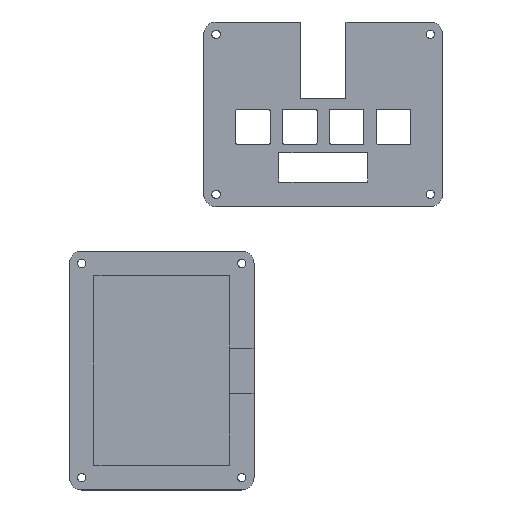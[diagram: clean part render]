
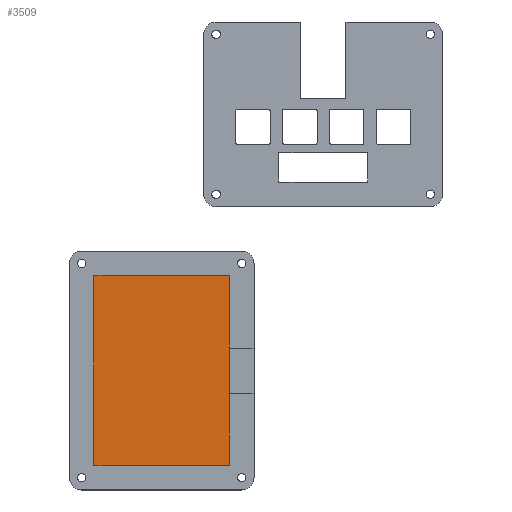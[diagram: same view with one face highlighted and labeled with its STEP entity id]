
A CAD part, top view. The second image highlights one B-rep face of the part: STEP entity #3509.
In plain terms, the highlighted planar face has unit normal (0, 0, 1).
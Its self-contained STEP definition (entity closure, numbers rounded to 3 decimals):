
#208=PLANE('',#3662);
#363=FACE_OUTER_BOUND('',#563,.T.);
#563=EDGE_LOOP('',(#2931,#2932,#2933,#2934));
#829=LINE('',#6469,#1125);
#830=LINE('',#6471,#1126);
#831=LINE('',#6473,#1127);
#832=LINE('',#6474,#1128);
#1125=VECTOR('',#4080,10.);
#1126=VECTOR('',#4081,10.);
#1127=VECTOR('',#4082,10.);
#1128=VECTOR('',#4083,10.);
#1635=VERTEX_POINT('',#6467);
#1636=VERTEX_POINT('',#6468);
#1637=VERTEX_POINT('',#6470);
#1638=VERTEX_POINT('',#6472);
#2093=EDGE_CURVE('',#1635,#1636,#829,.T.);
#2094=EDGE_CURVE('',#1637,#1635,#830,.T.);
#2095=EDGE_CURVE('',#1638,#1637,#831,.T.);
#2096=EDGE_CURVE('',#1636,#1638,#832,.T.);
#2931=ORIENTED_EDGE('',*,*,#2093,.F.);
#2932=ORIENTED_EDGE('',*,*,#2094,.F.);
#2933=ORIENTED_EDGE('',*,*,#2095,.F.);
#2934=ORIENTED_EDGE('',*,*,#2096,.F.);
#3509=ADVANCED_FACE('',(#363),#208,.T.);
#3662=AXIS2_PLACEMENT_3D('',#6466,#4078,#4079);
#4078=DIRECTION('center_axis',(0.,0.,1.));
#4079=DIRECTION('ref_axis',(1.,0.,0.));
#4080=DIRECTION('',(0.,-1.,0.));
#4081=DIRECTION('',(1.,0.,0.));
#4082=DIRECTION('',(0.,1.,0.));
#4083=DIRECTION('',(-1.,0.,0.));
#6466=CARTESIAN_POINT('Origin',(-27.5,-38.5,3.));
#6467=CARTESIAN_POINT('',(0.,0.,3.));
#6468=CARTESIAN_POINT('',(0.,-77.,3.));
#6469=CARTESIAN_POINT('',(0.,-19.25,3.));
#6470=CARTESIAN_POINT('',(-55.,0.,3.));
#6471=CARTESIAN_POINT('',(-41.25,0.,3.));
#6472=CARTESIAN_POINT('',(-55.,-77.,3.));
#6473=CARTESIAN_POINT('',(-55.,-57.75,3.));
#6474=CARTESIAN_POINT('',(-13.75,-77.,3.));
